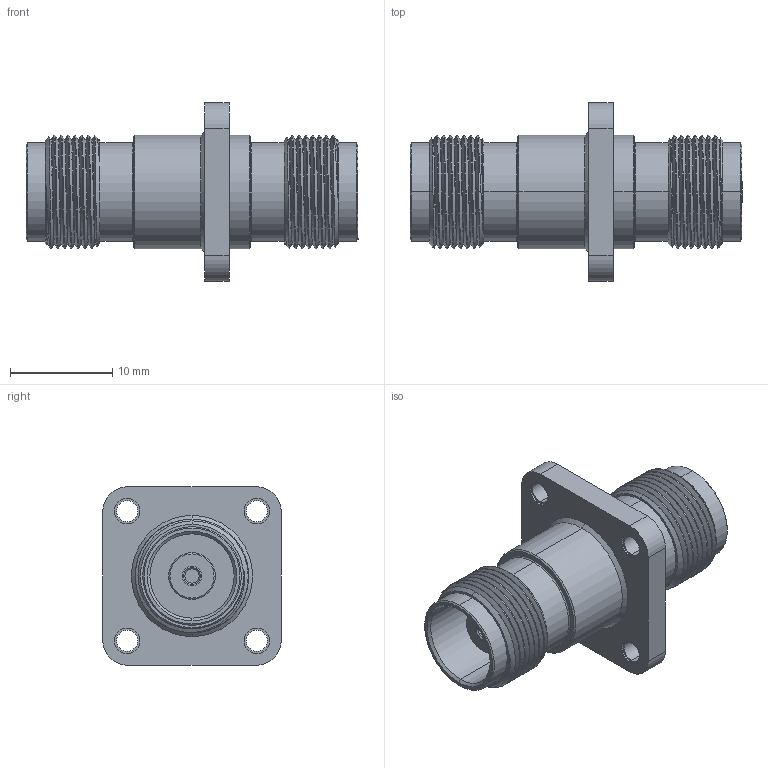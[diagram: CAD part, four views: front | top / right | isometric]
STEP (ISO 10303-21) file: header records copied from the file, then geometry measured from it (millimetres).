
FILE_DESCRIPTION (( 'STEP AP214' ), '1' );
FILE_NAME ('PE9288.STEP', '2018-01-29T17:22:21', ( '' ), ( '' ), 'SwSTEP 2.0', 'SolidWorks 2017', '' );
FILE_SCHEMA (( 'AUTOMOTIVE_DESIGN' ));
Length unit declared in the file: inch
Products named in the file (1): PE9288
Bounding box: 32.51 x 17.5 x 17.5 mm (x, y, z)
Volume: 2523.5 mm3; surface area: 2838.4 mm2
Topology: 3 solids, 3 shells, 209 faces, 522 edges, 340 vertices
Faces by surface type: cylinder 106, plane 55, cone 38, bspline 6, torus 4
Entity records: 9402 total; most frequent: CARTESIAN_POINT 4446, ORIENTED_EDGE 1044, DIRECTION 938, EDGE_CURVE 522, AXIS2_PLACEMENT_3D 384, VERTEX_POINT 340, EDGE_LOOP 242, FACE_OUTER_BOUND 209
